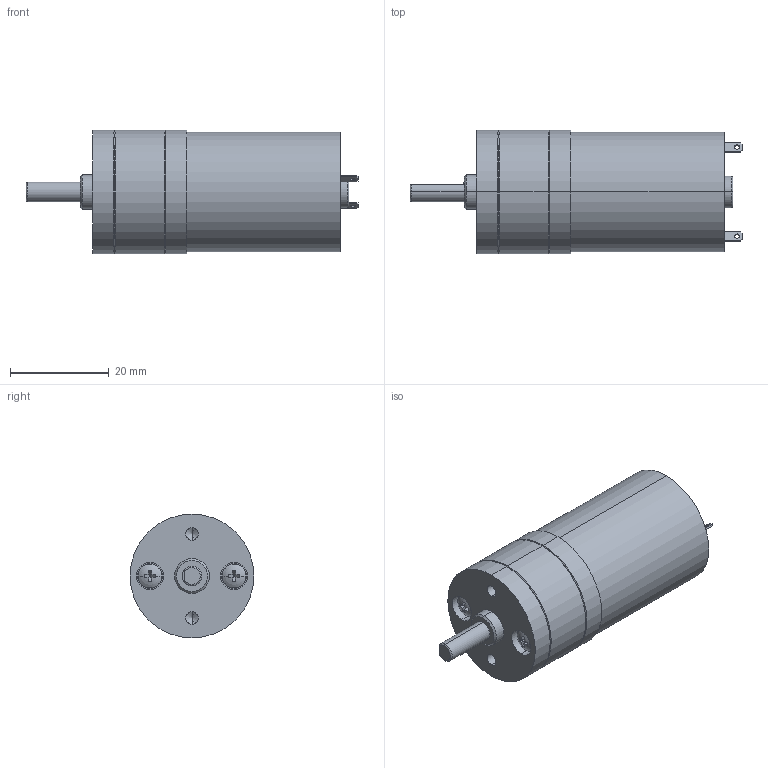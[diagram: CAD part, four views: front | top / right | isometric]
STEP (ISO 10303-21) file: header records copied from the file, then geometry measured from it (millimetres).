
FILE_DESCRIPTION (( 'STEP AP214' ), '1' );
FILE_NAME ('Motor_25GA370-20.4x.STEP', '2024-10-21T00:08:11', ( '' ), ( '' ), 'SwSTEP 2.0', 'SolidWorks 2023', '' );
FILE_SCHEMA (( 'AUTOMOTIVE_DESIGN' ));
Length unit declared in the file: millimetre
Products named in the file (4): Motor_25GA370-20.4x; Motor_25GA370-20.4x.STEP; Motor_25GA370-20.4x_1.STEP; pan cross head_am_B18.6.7M - M2.5 x 0.45 x 16 Type I Cross Recessed PHMS --16N.STEP
Assembly tree (4 placements, depth 3):
  Motor_25GA370-20.4x
    Motor_25GA370-20.4x.STEP
      Motor_25GA370-20.4x_1.STEP
      pan cross head_am_B18.6.7M - M2.5 x 0.45 x 16 Type I Cross Recessed PHMS --16N.STEP  x2
Bounding box: 67.1 x 25 x 25 mm (x, y, z)
Volume: 23409.2 mm3; surface area: 6093.3 mm2
Topology: 3 solids, 3 shells, 171 faces, 383 edges, 236 vertices
Faces by surface type: cylinder 70, plane 70, cone 18, torus 9, sphere 4
Entity records: 4260 total; most frequent: DIRECTION 806, CARTESIAN_POINT 717, ORIENTED_EDGE 650, AXIS2_PLACEMENT_3D 327, EDGE_CURVE 325, VERTEX_POINT 206, EDGE_LOOP 177, CIRCLE 171
